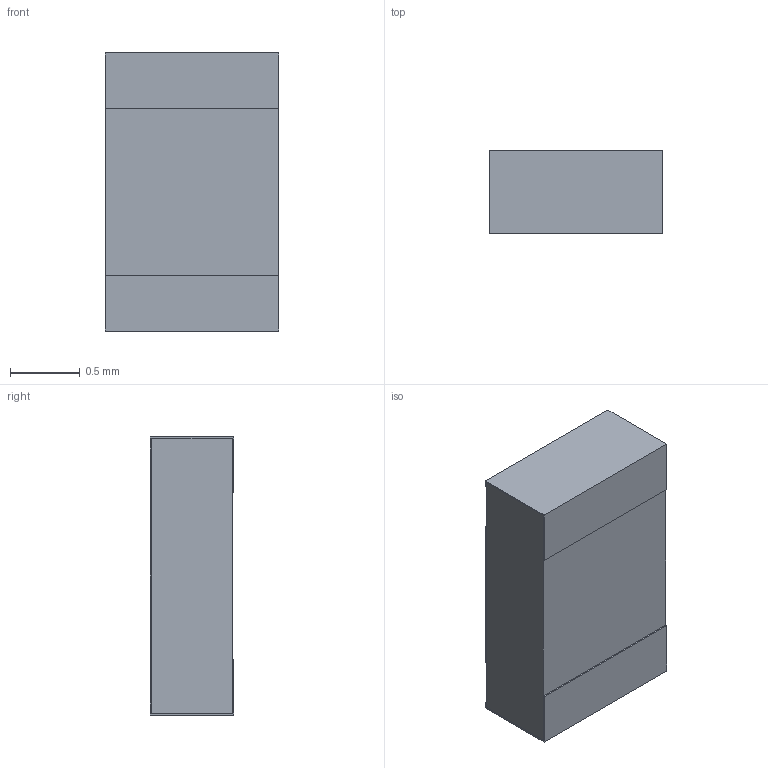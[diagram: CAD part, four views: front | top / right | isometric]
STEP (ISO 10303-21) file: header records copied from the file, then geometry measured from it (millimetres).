
FILE_DESCRIPTION (( 'STEP AP214' ), '1' );
FILE_NAME ('L0805.STEP', '2020-12-30T07:34:11', ( '' ), ( '' ), 'SwSTEP 2.0', 'SolidWorks 2019', '' );
FILE_SCHEMA (( 'AUTOMOTIVE_DESIGN' ));
Length unit declared in the file: millimetre
Products named in the file (2): L0805_0805; L0805
Assembly tree (1 placements, depth 2):
  L0805
    L0805_0805
Bounding box: 1.25 x 0.6 x 2 mm (x, y, z)
Volume: 1.5 mm3; surface area: 18.5 mm2
Topology: 4 solids, 4 shells, 107 faces, 270 edges, 180 vertices
Faces by surface type: plane 62, bspline 45
Entity records: 6355 total; most frequent: CARTESIAN_POINT 3510, ORIENTED_EDGE 540, DIRECTION 312, EDGE_CURVE 270, VECTOR 180, LINE 180, VERTEX_POINT 180, EDGE_LOOP 116
